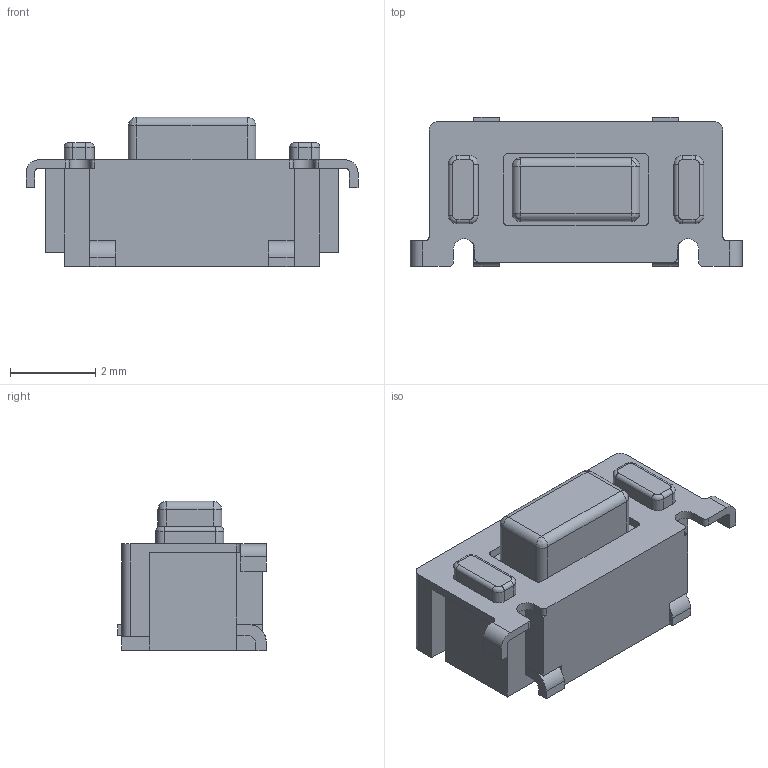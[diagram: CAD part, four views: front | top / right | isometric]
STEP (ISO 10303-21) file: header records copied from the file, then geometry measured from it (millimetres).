
FILE_DESCRIPTION (( 'STEP AP214' ), '1' );
FILE_NAME ('TL3330AF130QG.STEP', '2022-09-06T12:48:01', ( '' ), ( '' ), 'SwSTEP 2.0', 'SolidWorks 2017', '' );
FILE_SCHEMA (( 'AUTOMOTIVE_DESIGN' ));
Length unit declared in the file: millimetre
Products named in the file (2): TL3330AF130QG--3DModel-STEP-520916; TL3330AF130QG
Assembly tree (1 placements, depth 2):
  TL3330AF130QG
    TL3330AF130QG--3DModel-STEP-520916
Bounding box: 7.8 x 3.5 x 3.51 mm (x, y, z)
Volume: 41.6 mm3; surface area: 171.8 mm2
Topology: 1 solids, 2 shells, 276 faces, 711 edges, 442 vertices
Faces by surface type: plane 168, cylinder 76, bspline 24, torus 8
Entity records: 8547 total; most frequent: CARTESIAN_POINT 1781, DIRECTION 1403, ORIENTED_EDGE 1398, EDGE_CURVE 699, LINE 507, VECTOR 507, AXIS2_PLACEMENT_3D 448, VERTEX_POINT 442
